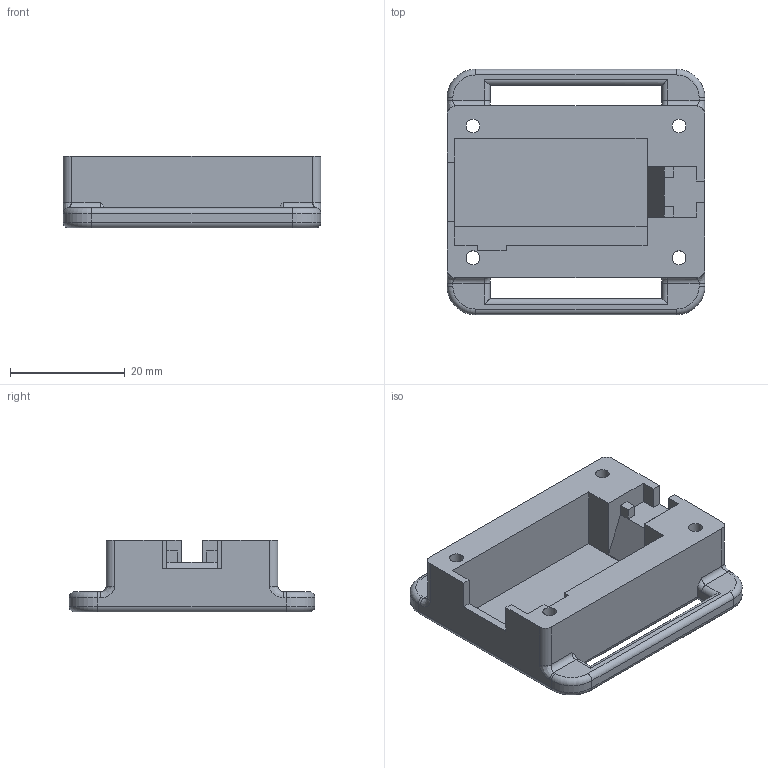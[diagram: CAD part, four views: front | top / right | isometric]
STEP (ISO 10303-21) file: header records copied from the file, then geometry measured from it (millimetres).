
FILE_DESCRIPTION(/* description */ (''),/* implementation_level */ '2;1');
FILE_NAME(/* name */ 'Bolt-Base.step',/* time_stamp */ '2025-12-09T22:00:29-05:00',/* author */ (''),/* organization */ (''),/* preprocessor_version */ 'ST-DEVELOPER v20.1',/* originating_system */ 'Autodesk Translation Framework v14.21.0.0',/* authorisation */ '');
FILE_SCHEMA (('AUTOMOTIVE_DESIGN { 1 0 10303 214 3 1 1 }'));
Length unit declared in the file: millimetre
Products named in the file (1): Smol-Slimes
Bounding box: 45 x 42.88 x 12.55 mm (x, y, z)
Volume: 10940.6 mm3; surface area: 7044.7 mm2
Topology: 1 solids, 1 shells, 142 faces, 363 edges, 228 vertices
Faces by surface type: plane 58, cylinder 44, bspline 24, torus 16
Full cylindrical faces by diameter (mm): 2.4 x4, 4.2 x4
Entity records: 4769 total; most frequent: CARTESIAN_POINT 1386, ORIENTED_EDGE 726, DIRECTION 645, EDGE_CURVE 363, VERTEX_POINT 228, LINE 215, VECTOR 215, AXIS2_PLACEMENT_3D 215
